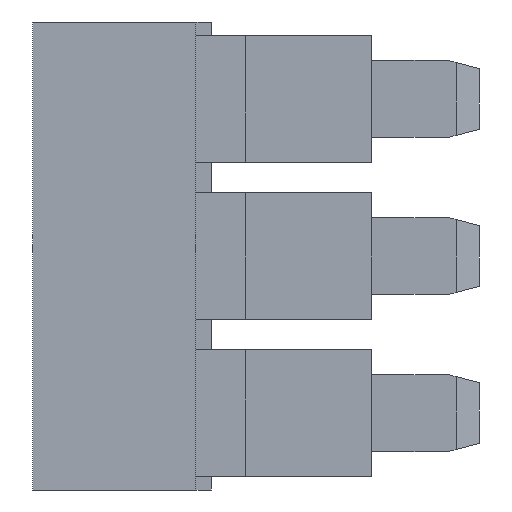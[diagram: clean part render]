
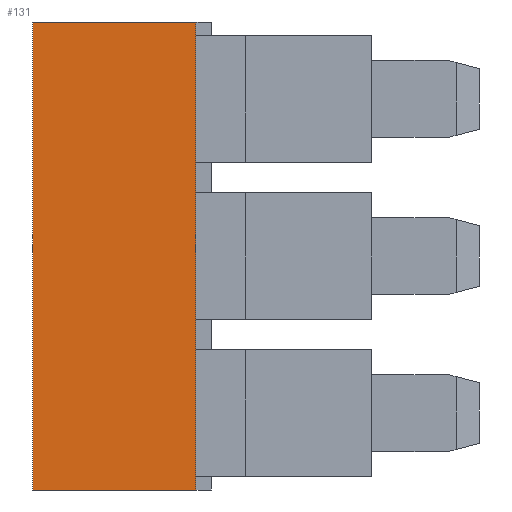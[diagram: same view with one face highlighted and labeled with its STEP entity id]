
A CAD part, left-side view. The second image highlights one B-rep face of the part: STEP entity #131.
In plain terms, the highlighted planar face has unit normal (-1, 0, 0).
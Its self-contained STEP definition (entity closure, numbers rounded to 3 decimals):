
#131=ADVANCED_FACE('',(#276),#204,.F.);
#204=PLANE('',#1576);
#276=FACE_OUTER_BOUND('',#348,.T.);
#348=EDGE_LOOP('',(#563,#564,#565,#566));
#563=ORIENTED_EDGE('',*,*,#997,.F.);
#564=ORIENTED_EDGE('',*,*,#1010,.F.);
#565=ORIENTED_EDGE('',*,*,#1037,.F.);
#566=ORIENTED_EDGE('',*,*,#1036,.F.);
#843=VERTEX_POINT('',#2091);
#844=VERTEX_POINT('',#2092);
#853=VERTEX_POINT('',#2117);
#873=VERTEX_POINT('',#2165);
#997=EDGE_CURVE('',#843,#844,#1201,.T.);
#1010=EDGE_CURVE('',#853,#843,#1214,.T.);
#1036=EDGE_CURVE('',#844,#873,#1240,.T.);
#1037=EDGE_CURVE('',#873,#853,#1241,.T.);
#1201=LINE('',#2090,#1403);
#1214=LINE('',#2116,#1416);
#1240=LINE('',#2168,#1442);
#1241=LINE('',#2170,#1443);
#1403=VECTOR('',#1721,1.);
#1416=VECTOR('',#1740,1.);
#1442=VECTOR('',#1774,1.);
#1443=VECTOR('',#1777,1.);
#1576=AXIS2_PLACEMENT_3D('',#2171,#1778,#1779);
#1721=DIRECTION('',(0.,1.,0.));
#1740=DIRECTION('',(0.,0.,-1.));
#1774=DIRECTION('',(0.,0.,1.));
#1777=DIRECTION('',(0.,-1.,0.));
#1778=DIRECTION('',(1.,0.,0.));
#1779=DIRECTION('',(0.,0.,-1.));
#2090=CARTESIAN_POINT('',(-2.,0.,-7.6));
#2091=CARTESIAN_POINT('',(-2.,15.7,-7.6));
#2092=CARTESIAN_POINT('',(-2.,21.,-7.6));
#2116=CARTESIAN_POINT('',(-2.,15.7,2.2));
#2117=CARTESIAN_POINT('',(-2.,15.7,7.6));
#2165=CARTESIAN_POINT('',(-2.,21.,7.6));
#2168=CARTESIAN_POINT('',(-2.,21.,-7.3));
#2170=CARTESIAN_POINT('',(-2.,0.,7.6));
#2171=CARTESIAN_POINT('',(-2.,0.,-5.1));
